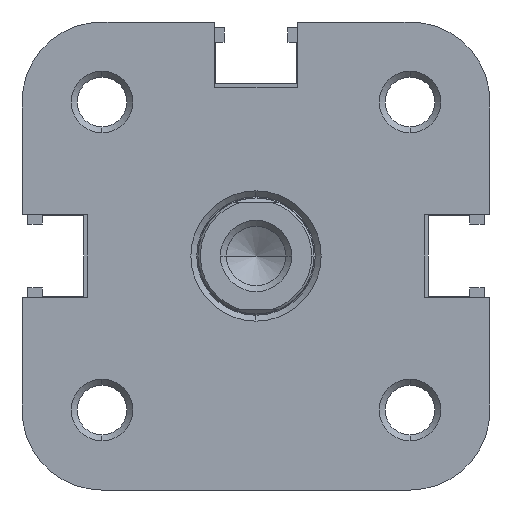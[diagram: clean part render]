
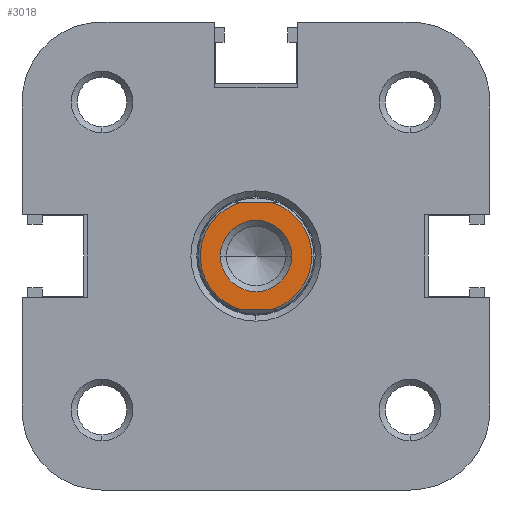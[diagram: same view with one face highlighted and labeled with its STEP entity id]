
A CAD part, left-side view. The second image highlights one B-rep face of the part: STEP entity #3018.
In plain terms, the highlighted face is planar.
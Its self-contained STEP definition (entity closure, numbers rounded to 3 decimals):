
#963 = CARTESIAN_POINT ( 'NONE',  ( 371., 4.5, -12.5 ) ) ;
#964 = DIRECTION ( 'NONE',  ( 0., 0., 1. ) ) ;
#965 = CARTESIAN_POINT ( 'NONE',  ( 371., 0., 0. ) ) ;
#967 = DIRECTION ( 'NONE',  ( 1., 0., 0. ) ) ;
#968 = DIRECTION ( 'NONE',  ( 0., 0., -1. ) ) ;
#974 = CARTESIAN_POINT ( 'NONE',  ( 371., -4.5, -12.5 ) ) ;
#975 = DIRECTION ( 'NONE',  ( 0., 0., 1. ) ) ;
#981 = CARTESIAN_POINT ( 'NONE',  ( 371., 0., 0. ) ) ;
#982 = DIRECTION ( 'NONE',  ( -1., 0., 0. ) ) ;
#983 = DIRECTION ( 'NONE',  ( 0., 0., -1. ) ) ;
#1007 = CARTESIAN_POINT ( 'NONE',  ( 371., 0., 0. ) ) ;
#1010 = DIRECTION ( 'NONE',  ( -1., 0., 0. ) ) ;
#1011 = DIRECTION ( 'NONE',  ( 0., 0., -1. ) ) ;
#1160 = CARTESIAN_POINT ( 'NONE',  ( 371., 0., 0. ) ) ;
#1162 = DIRECTION ( 'NONE',  ( 1., 0., 0. ) ) ;
#1163 = DIRECTION ( 'NONE',  ( 0., 0., -1. ) ) ;
#1704 = LINE ( 'NONE', #963, #1705 ) ;
#1705 = VECTOR ( 'NONE', #964, 1000. ) ;
#1706 = LINE ( 'NONE', #974, #1707 ) ;
#1707 = VECTOR ( 'NONE', #975, 1000. ) ;
#1708 = CIRCLE ( 'NONE', #5015, 3. ) ;
#1711 = CIRCLE ( 'NONE', #5017, 4.7 ) ;
#1723 = CIRCLE ( 'NONE', #5026, 4.7 ) ;
#1801 = CIRCLE ( 'NONE', #5043, 3. ) ;
#1859 = EDGE_CURVE ( 'NONE', #2480, #2479, #3580, .T. ) ;
#2074 = EDGE_LOOP ( 'NONE', ( #2611, #2616 ) ) ;
#2174 = DIRECTION ( 'NONE',  ( 0., 0., -1. ) ) ;
#2177 = DIRECTION ( 'NONE',  ( -1., 0., 0. ) ) ;
#2198 = CARTESIAN_POINT ( 'NONE',  ( 371., 0., 0. ) ) ;
#2280 = VERTEX_POINT ( 'NONE', #5458 ) ;
#2417 = VERTEX_POINT ( 'NONE', #5595 ) ;
#2420 = VERTEX_POINT ( 'NONE', #5598 ) ;
#2467 = VERTEX_POINT ( 'NONE', #5644 ) ;
#2479 = VERTEX_POINT ( 'NONE', #5656 ) ;
#2480 = VERTEX_POINT ( 'NONE', #5657 ) ;
#2487 = VERTEX_POINT ( 'NONE', #5664 ) ;
#2608 = ORIENTED_EDGE ( 'NONE', *, *, #4570, .T. ) ;
#2611 = ORIENTED_EDGE ( 'NONE', *, *, #4571, .F. ) ;
#2616 = ORIENTED_EDGE ( 'NONE', *, *, #4643, .F. ) ;
#2624 = ORIENTED_EDGE ( 'NONE', *, *, #4573, .F. ) ;
#2629 = ORIENTED_EDGE ( 'NONE', *, *, #4576, .F. ) ;
#2640 = ORIENTED_EDGE ( 'NONE', *, *, #1859, .F. ) ;
#2642 = ORIENTED_EDGE ( 'NONE', *, *, #4585, .F. ) ;
#3018 = ADVANCED_FACE ( 'NONE', ( #3927, #3934 ), #6189, .F. ) ;
#3580 = CIRCLE ( 'NONE', #4648, 4.7 ) ;
#3927 = FACE_BOUND ( 'NONE', #2074, .T. ) ;
#3934 = FACE_OUTER_BOUND ( 'NONE', #5188, .T. ) ;
#4570 = EDGE_CURVE ( 'NONE', #2480, #2467, #1704, .T. ) ;
#4571 = EDGE_CURVE ( 'NONE', #2420, #2417, #1708, .T. ) ;
#4573 = EDGE_CURVE ( 'NONE', #2280, #2487, #1706, .T. ) ;
#4576 = EDGE_CURVE ( 'NONE', #2487, #2467, #1711, .T. ) ;
#4585 = EDGE_CURVE ( 'NONE', #2479, #2280, #1723, .T. ) ;
#4643 = EDGE_CURVE ( 'NONE', #2417, #2420, #1801, .T. ) ;
#4648 = AXIS2_PLACEMENT_3D ( 'NONE', #2198, #2177, #2174 ) ;
#4779 = AXIS2_PLACEMENT_3D ( 'NONE', #6188, #6190, #6191 ) ;
#5015 = AXIS2_PLACEMENT_3D ( 'NONE', #965, #967, #968 ) ;
#5017 = AXIS2_PLACEMENT_3D ( 'NONE', #981, #982, #983 ) ;
#5026 = AXIS2_PLACEMENT_3D ( 'NONE', #1007, #1010, #1011 ) ;
#5043 = AXIS2_PLACEMENT_3D ( 'NONE', #1160, #1162, #1163 ) ;
#5188 = EDGE_LOOP ( 'NONE', ( #2608, #2629, #2624, #2642, #2640 ) ) ;
#5458 = CARTESIAN_POINT ( 'NONE',  ( 371., -4.5, -1.356 ) ) ;
#5595 = CARTESIAN_POINT ( 'NONE',  ( 371., 0., -3. ) ) ;
#5598 = CARTESIAN_POINT ( 'NONE',  ( 371., 0., 3. ) ) ;
#5644 = CARTESIAN_POINT ( 'NONE',  ( 371., 4.5, 1.356 ) ) ;
#5656 = CARTESIAN_POINT ( 'NONE',  ( 371., 0., -4.7 ) ) ;
#5657 = CARTESIAN_POINT ( 'NONE',  ( 371., 4.5, -1.356 ) ) ;
#5664 = CARTESIAN_POINT ( 'NONE',  ( 371., -4.5, 1.356 ) ) ;
#6188 = CARTESIAN_POINT ( 'NONE',  ( 371., 0., 0. ) ) ;
#6189 = PLANE ( 'NONE',  #4779 ) ;
#6190 = DIRECTION ( 'NONE',  ( -1., 0., 0. ) ) ;
#6191 = DIRECTION ( 'NONE',  ( 0., 0., -1. ) ) ;
